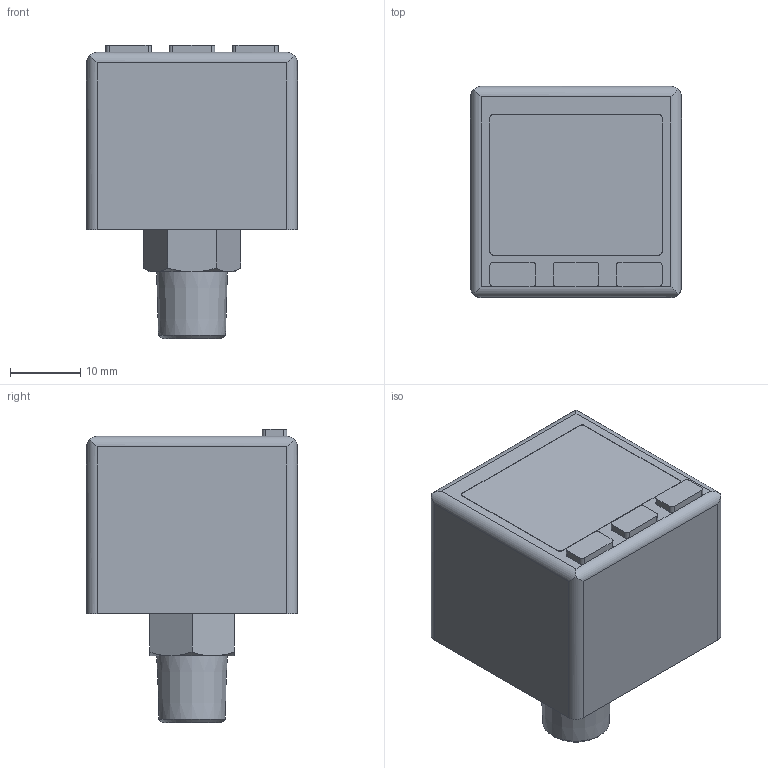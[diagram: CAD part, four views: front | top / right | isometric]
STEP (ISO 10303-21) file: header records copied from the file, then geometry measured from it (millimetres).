
FILE_DESCRIPTION( ( 'STEP AP214' ), '1' );
FILE_NAME( 'MP43C-010-F1.stp', '2020-06-09T07:31:12', ( 'License CC BY-ND 4.0' ), ( 'CADENAS' ), ' ', 'PARTsolutions', ' ' );
FILE_SCHEMA( ( 'AUTOMOTIVE_DESIGN { 1 0 10303 214 1 1 1 1 }' ) );
Length unit declared in the file: millimetre
Products named in the file (2): MP43C-010-F1; _MP43C-010-F1_body
Assembly tree (1 placements, depth 2):
  MP43C-010-F1
    _MP43C-010-F1_body
Bounding box: 30 x 30 x 41.7 mm (x, y, z)
Volume: 23986.9 mm3; surface area: 5431.9 mm2
Topology: 1 solids, 1 shells, 75 faces, 185 edges, 118 vertices
Faces by surface type: plane 37, cylinder 27, cone 11
Full cylindrical faces by diameter (mm): 2.85 x2, 3.242 x1
Entity records: 2851 total; most frequent: CARTESIAN_POINT 432, DIRECTION 385, ORIENTED_EDGE 354, EDGE_CURVE 177, AXIS2_PLACEMENT_3D 143, VERTEX_POINT 118, LINE 99, VECTOR 99
